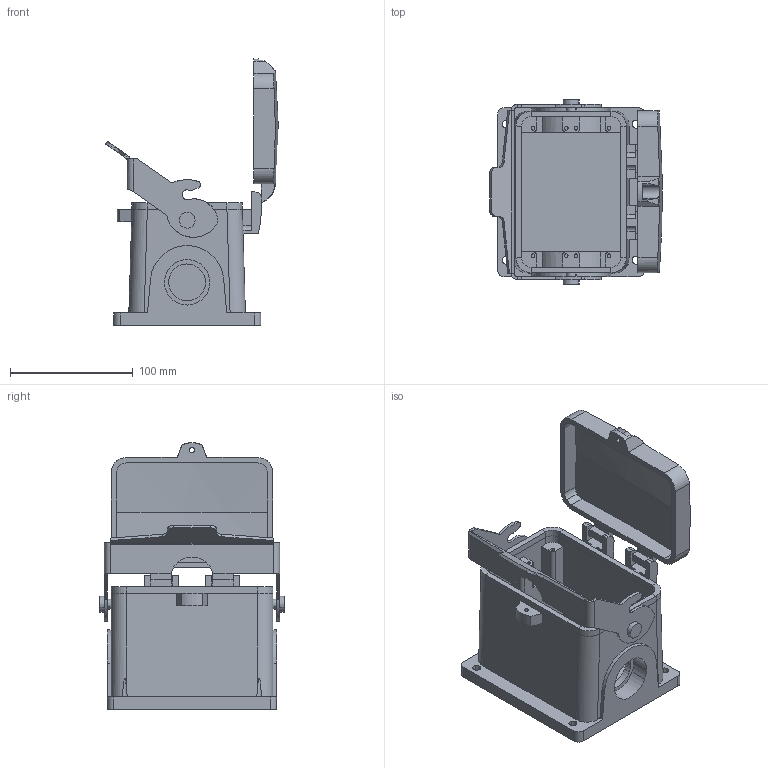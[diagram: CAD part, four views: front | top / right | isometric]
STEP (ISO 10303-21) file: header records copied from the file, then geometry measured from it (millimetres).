
FILE_DESCRIPTION(('CATIA V5 STEP Exchange','CAx-IF Rec.Pracs.--- Model Styling and Organization---1.4--- 2014-01-23'),'2;1');
FILE_NAME ('022133-2_2', '2019-07-25T14:35:23+00:00', ('none'), ('Weidmueller'), 'CATIA Version 5-6 Release 2016 SP3 HF44', 'CATIA V5 STEP AP214', 'none');
FILE_SCHEMA(('AUTOMOTIVE_DESIGN { 1 0 10303 214 1 1 1 1 }'));
Length unit declared in the file: millimetre
Products named in the file (1): 1799810000
Bounding box: 140.97 x 150.5 x 217.5 mm (x, y, z)
Volume: 560052 mm3; surface area: 186083.2 mm2
Topology: 2 solids, 4 shells, 332 faces, 882 edges, 574 vertices
Faces by surface type: plane 170, cylinder 147, torus 6, bspline 5, revolution 4
Entity records: 10724 total; most frequent: CARTESIAN_POINT 2941, ORIENTED_EDGE 1764, DIRECTION 1261, EDGE_CURVE 882, VERTEX_POINT 574, VECTOR 507, LINE 507, AXIS2_PLACEMENT_3D 498
